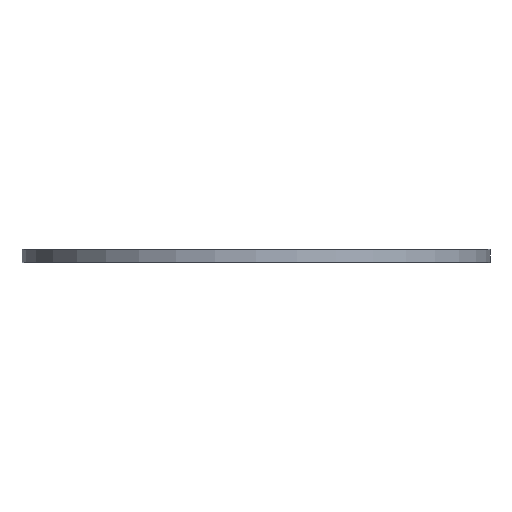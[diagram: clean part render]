
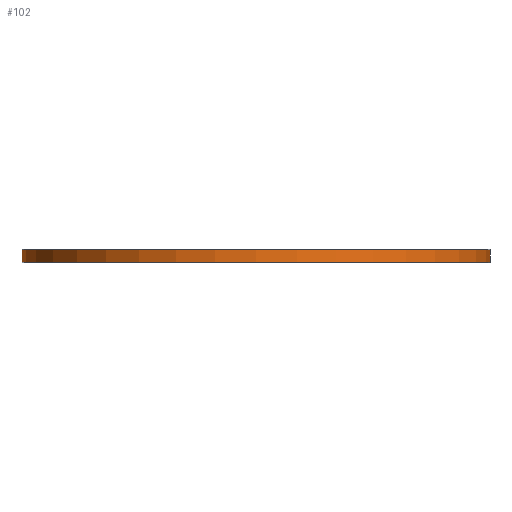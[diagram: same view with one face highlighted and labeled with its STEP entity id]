
A CAD part, front view. The second image highlights one B-rep face of the part: STEP entity #102.
In plain terms, the highlighted cylindrical face has radius 175.15 mm (diameter 350.3 mm), a full revolution.
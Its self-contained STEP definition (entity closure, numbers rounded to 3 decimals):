
#34=CYLINDRICAL_SURFACE('',#1772,175.15);
#102=ADVANCED_FACE('',(#307,#308),#34,.T.);
#307=FACE_BOUND('',#581,.T.);
#308=FACE_BOUND('',#582,.T.);
#581=EDGE_LOOP('',(#855));
#582=EDGE_LOOP('',(#856));
#855=ORIENTED_EDGE('',*,*,#1266,.T.);
#856=ORIENTED_EDGE('',*,*,#1267,.T.);
#1129=VERTEX_POINT('',#2672);
#1130=VERTEX_POINT('',#2674);
#1266=EDGE_CURVE('',#1129,#1129,#1436,.T.);
#1267=EDGE_CURVE('',#1130,#1130,#1437,.T.);
#1436=CIRCLE('',#1770,175.15);
#1437=CIRCLE('',#1771,175.15);
#1770=AXIS2_PLACEMENT_3D('',#2671,#2152,#2153);
#1771=AXIS2_PLACEMENT_3D('',#2673,#2154,#2155);
#1772=AXIS2_PLACEMENT_3D('',#2675,#2156,#2157);
#2152=DIRECTION('',(0.,0.,1.));
#2153=DIRECTION('',(-1.,0.,0.));
#2154=DIRECTION('',(0.,0.,-1.));
#2155=DIRECTION('',(1.,0.,0.));
#2156=DIRECTION('',(0.,0.,1.));
#2157=DIRECTION('',(1.,0.,0.));
#2671=CARTESIAN_POINT('',(0.,0.,0.2));
#2672=CARTESIAN_POINT('',(-175.15,0.,0.2));
#2673=CARTESIAN_POINT('',(0.,0.,9.8));
#2674=CARTESIAN_POINT('',(175.15,0.,9.8));
#2675=CARTESIAN_POINT('',(0.,0.,0.));
